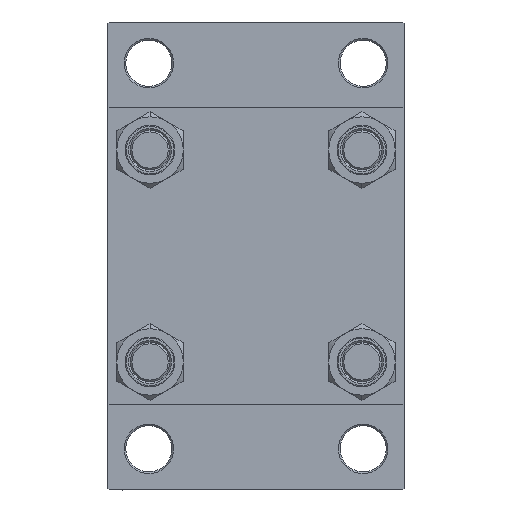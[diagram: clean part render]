
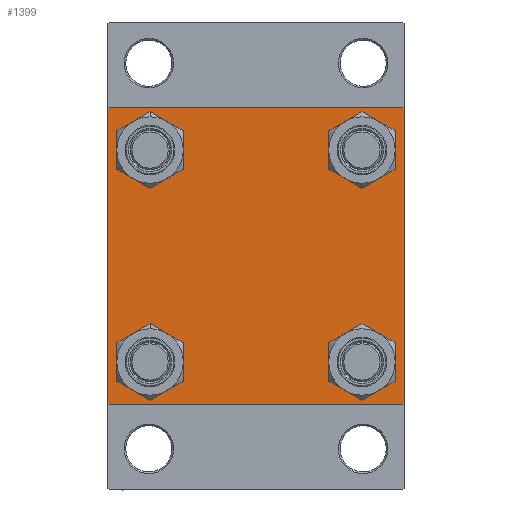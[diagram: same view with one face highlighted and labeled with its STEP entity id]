
A CAD part, left-side view. The second image highlights one B-rep face of the part: STEP entity #1399.
In plain terms, the highlighted planar face has unit normal (-1, 0, 0).
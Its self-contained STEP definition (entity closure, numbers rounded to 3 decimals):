
#153 = EDGE_CURVE ( 'NONE', #42630, #21275, #22469, .T. ) ;
#676 = VERTEX_POINT ( 'NONE', #37466 ) ;
#1399 = ADVANCED_FACE ( 'NONE', ( #44785, #41184, #9949, #8826, #2739 ), #19594, .T. ) ;
#1480 = LINE ( 'NONE', #45816, #38604 ) ;
#1868 = LINE ( 'NONE', #35420, #16577 ) ;
#2157 = EDGE_CURVE ( 'NONE', #676, #11302, #6168, .T. ) ;
#2228 = EDGE_CURVE ( 'NONE', #21275, #42630, #11092, .T. ) ;
#2242 = CARTESIAN_POINT ( 'NONE',  ( 0., -45., 45. ) ) ;
#2285 = EDGE_CURVE ( 'NONE', #39753, #13360, #9479, .T. ) ;
#2739 = FACE_OUTER_BOUND ( 'NONE', #28657, .T. ) ;
#2838 = EDGE_LOOP ( 'NONE', ( #21638, #6560 ) ) ;
#3739 = DIRECTION ( 'NONE',  ( 0., 0., 1. ) ) ;
#4917 = DIRECTION ( 'NONE',  ( 0., 0., 1. ) ) ;
#5266 = CARTESIAN_POINT ( 'NONE',  ( 0., -44.5, -45. ) ) ;
#5851 = EDGE_CURVE ( 'NONE', #28190, #8936, #15806, .T. ) ;
#6168 = LINE ( 'NONE', #17897, #25584 ) ;
#6200 = VERTEX_POINT ( 'NONE', #44109 ) ;
#6360 = DIRECTION ( 'NONE',  ( 1., 0., 0. ) ) ;
#6560 = ORIENTED_EDGE ( 'NONE', *, *, #29392, .T. ) ;
#8543 = DIRECTION ( 'NONE',  ( 0., 0.707, 0.707 ) ) ;
#8826 = FACE_BOUND ( 'NONE', #2838, .T. ) ;
#8936 = VERTEX_POINT ( 'NONE', #45647 ) ;
#9053 = EDGE_CURVE ( 'NONE', #27484, #6200, #36967, .T. ) ;
#9193 = EDGE_CURVE ( 'NONE', #14333, #21503, #12847, .T. ) ;
#9340 = EDGE_LOOP ( 'NONE', ( #46805, #17762 ) ) ;
#9372 = CARTESIAN_POINT ( 'NONE',  ( 0., 32.15, 32.15 ) ) ;
#9385 = CARTESIAN_POINT ( 'NONE',  ( 0., 45., 45. ) ) ;
#9390 = AXIS2_PLACEMENT_3D ( 'NONE', #9372, #27085, #20361 ) ;
#9479 = LINE ( 'NONE', #13068, #24089 ) ;
#9782 = DIRECTION ( 'NONE',  ( 0., 0.707, -0.707 ) ) ;
#9949 = FACE_BOUND ( 'NONE', #41873, .T. ) ;
#10201 = CARTESIAN_POINT ( 'NONE',  ( 0., -32.15, -32.15 ) ) ;
#10264 = ORIENTED_EDGE ( 'NONE', *, *, #9053, .F. ) ;
#10420 = ORIENTED_EDGE ( 'NONE', *, *, #34065, .T. ) ;
#11092 = CIRCLE ( 'NONE', #11864, 6.5 ) ;
#11196 = CARTESIAN_POINT ( 'NONE',  ( 0., -32.15, 38.65 ) ) ;
#11302 = VERTEX_POINT ( 'NONE', #39395 ) ;
#11572 = CARTESIAN_POINT ( 'NONE',  ( 0., 32.15, 25.65 ) ) ;
#11864 = AXIS2_PLACEMENT_3D ( 'NONE', #26228, #36605, #25530 ) ;
#12500 = CIRCLE ( 'NONE', #26242, 6.5 ) ;
#12505 = CARTESIAN_POINT ( 'NONE',  ( 0., 32.15, -32.15 ) ) ;
#12847 = CIRCLE ( 'NONE', #38111, 6.5 ) ;
#13068 = CARTESIAN_POINT ( 'NONE',  ( 0., -44.75, -44.75 ) ) ;
#13360 = VERTEX_POINT ( 'NONE', #42240 ) ;
#14155 = ORIENTED_EDGE ( 'NONE', *, *, #37615, .T. ) ;
#14197 = CARTESIAN_POINT ( 'NONE',  ( 0., 32.15, -38.65 ) ) ;
#14333 = VERTEX_POINT ( 'NONE', #14197 ) ;
#14708 = CARTESIAN_POINT ( 'NONE',  ( 0., -45., 44.5 ) ) ;
#15806 = CIRCLE ( 'NONE', #29562, 6.5 ) ;
#16577 = VECTOR ( 'NONE', #9782, 1000. ) ;
#16869 = DIRECTION ( 'NONE',  ( 0., 0., -1. ) ) ;
#17127 = DIRECTION ( 'NONE',  ( 0., 0., 1. ) ) ;
#17762 = ORIENTED_EDGE ( 'NONE', *, *, #153, .T. ) ;
#17897 = CARTESIAN_POINT ( 'NONE',  ( 0., 44.75, -44.75 ) ) ;
#18267 = CARTESIAN_POINT ( 'NONE',  ( 0., 32.15, 32.15 ) ) ;
#18715 = CARTESIAN_POINT ( 'NONE',  ( 0., 32.15, -32.15 ) ) ;
#19043 = CARTESIAN_POINT ( 'NONE',  ( 0., -32.15, 25.65 ) ) ;
#19557 = CARTESIAN_POINT ( 'NONE',  ( 0., -44.75, 44.75 ) ) ;
#19594 = PLANE ( 'NONE',  #20984 ) ;
#20093 = AXIS2_PLACEMENT_3D ( 'NONE', #18715, #40338, #44395 ) ;
#20361 = DIRECTION ( 'NONE',  ( 0., 0., 1. ) ) ;
#20537 = EDGE_CURVE ( 'NONE', #8936, #28190, #32136, .T. ) ;
#20932 = ORIENTED_EDGE ( 'NONE', *, *, #31132, .T. ) ;
#20984 = AXIS2_PLACEMENT_3D ( 'NONE', #43029, #26768, #17127 ) ;
#21275 = VERTEX_POINT ( 'NONE', #11196 ) ;
#21503 = VERTEX_POINT ( 'NONE', #35844 ) ;
#21638 = ORIENTED_EDGE ( 'NONE', *, *, #31212, .T. ) ;
#22162 = ORIENTED_EDGE ( 'NONE', *, *, #9193, .T. ) ;
#22469 = CIRCLE ( 'NONE', #37057, 6.5 ) ;
#22637 = CARTESIAN_POINT ( 'NONE',  ( 0., -32.15, -32.15 ) ) ;
#22716 = DIRECTION ( 'NONE',  ( 1., 0., 0. ) ) ;
#23959 = DIRECTION ( 'NONE',  ( 0., 0., -1. ) ) ;
#24089 = VECTOR ( 'NONE', #37772, 1000. ) ;
#25023 = DIRECTION ( 'NONE',  ( 0., 0., 1. ) ) ;
#25491 = VECTOR ( 'NONE', #16869, 1000. ) ;
#25530 = DIRECTION ( 'NONE',  ( 0., 0., 1. ) ) ;
#25584 = VECTOR ( 'NONE', #35421, 1000. ) ;
#25678 = CARTESIAN_POINT ( 'NONE',  ( 0., 45., 45. ) ) ;
#26228 = CARTESIAN_POINT ( 'NONE',  ( 0., -32.15, 32.15 ) ) ;
#26242 = AXIS2_PLACEMENT_3D ( 'NONE', #18267, #22716, #37373 ) ;
#26768 = DIRECTION ( 'NONE',  ( -1., 0., 0. ) ) ;
#27085 = DIRECTION ( 'NONE',  ( 1., 0., 0. ) ) ;
#27174 = EDGE_LOOP ( 'NONE', ( #39192, #28312 ) ) ;
#27222 = LINE ( 'NONE', #19557, #29499 ) ;
#27484 = VERTEX_POINT ( 'NONE', #41274 ) ;
#27572 = EDGE_CURVE ( 'NONE', #46611, #676, #42227, .T. ) ;
#28190 = VERTEX_POINT ( 'NONE', #43700 ) ;
#28312 = ORIENTED_EDGE ( 'NONE', *, *, #5851, .T. ) ;
#28520 = DIRECTION ( 'NONE',  ( 0., 0., 1. ) ) ;
#28526 = CIRCLE ( 'NONE', #9390, 6.5 ) ;
#28657 = EDGE_LOOP ( 'NONE', ( #36980, #37586, #10420, #34168, #38250, #14155, #10264, #40251 ) ) ;
#28992 = CARTESIAN_POINT ( 'NONE',  ( 0., 32.15, 38.65 ) ) ;
#29392 = EDGE_CURVE ( 'NONE', #45195, #37475, #12500, .T. ) ;
#29499 = VECTOR ( 'NONE', #8543, 1000. ) ;
#29562 = AXIS2_PLACEMENT_3D ( 'NONE', #10201, #6360, #25023 ) ;
#30585 = DIRECTION ( 'NONE',  ( 1., 0., 0. ) ) ;
#31132 = EDGE_CURVE ( 'NONE', #21503, #14333, #35427, .T. ) ;
#31212 = EDGE_CURVE ( 'NONE', #37475, #45195, #28526, .T. ) ;
#32136 = CIRCLE ( 'NONE', #38290, 6.5 ) ;
#32489 = DIRECTION ( 'NONE',  ( 1., 0., 0. ) ) ;
#32828 = EDGE_CURVE ( 'NONE', #41407, #13360, #35090, .T. ) ;
#34065 = EDGE_CURVE ( 'NONE', #11302, #39753, #1480, .T. ) ;
#34168 = ORIENTED_EDGE ( 'NONE', *, *, #2285, .T. ) ;
#35090 = LINE ( 'NONE', #2242, #25491 ) ;
#35420 = CARTESIAN_POINT ( 'NONE',  ( 0., 44.75, 44.75 ) ) ;
#35421 = DIRECTION ( 'NONE',  ( 0., -0.707, -0.707 ) ) ;
#35427 = CIRCLE ( 'NONE', #20093, 6.5 ) ;
#35844 = CARTESIAN_POINT ( 'NONE',  ( 0., 32.15, -25.65 ) ) ;
#36605 = DIRECTION ( 'NONE',  ( 1., 0., 0. ) ) ;
#36967 = LINE ( 'NONE', #25678, #37989 ) ;
#36980 = ORIENTED_EDGE ( 'NONE', *, *, #27572, .T. ) ;
#37057 = AXIS2_PLACEMENT_3D ( 'NONE', #43798, #32489, #3739 ) ;
#37204 = DIRECTION ( 'NONE',  ( 0., -1., 0. ) ) ;
#37373 = DIRECTION ( 'NONE',  ( 0., 0., 1. ) ) ;
#37466 = CARTESIAN_POINT ( 'NONE',  ( 0., 45., -44.5 ) ) ;
#37475 = VERTEX_POINT ( 'NONE', #28992 ) ;
#37586 = ORIENTED_EDGE ( 'NONE', *, *, #2157, .T. ) ;
#37615 = EDGE_CURVE ( 'NONE', #41407, #6200, #27222, .T. ) ;
#37772 = DIRECTION ( 'NONE',  ( 0., -0.707, 0.707 ) ) ;
#37989 = VECTOR ( 'NONE', #37204, 1000. ) ;
#38111 = AXIS2_PLACEMENT_3D ( 'NONE', #12505, #42944, #28520 ) ;
#38250 = ORIENTED_EDGE ( 'NONE', *, *, #32828, .F. ) ;
#38290 = AXIS2_PLACEMENT_3D ( 'NONE', #22637, #30585, #4917 ) ;
#38604 = VECTOR ( 'NONE', #38621, 1000. ) ;
#38621 = DIRECTION ( 'NONE',  ( 0., -1., 0. ) ) ;
#39192 = ORIENTED_EDGE ( 'NONE', *, *, #20537, .T. ) ;
#39395 = CARTESIAN_POINT ( 'NONE',  ( 0., 44.5, -45. ) ) ;
#39753 = VERTEX_POINT ( 'NONE', #5266 ) ;
#40251 = ORIENTED_EDGE ( 'NONE', *, *, #46613, .T. ) ;
#40338 = DIRECTION ( 'NONE',  ( 1., 0., 0. ) ) ;
#40790 = VECTOR ( 'NONE', #23959, 1000. ) ;
#41184 = FACE_BOUND ( 'NONE', #27174, .T. ) ;
#41274 = CARTESIAN_POINT ( 'NONE',  ( 0., 44.5, 45. ) ) ;
#41407 = VERTEX_POINT ( 'NONE', #14708 ) ;
#41873 = EDGE_LOOP ( 'NONE', ( #20932, #22162 ) ) ;
#42227 = LINE ( 'NONE', #9385, #40790 ) ;
#42240 = CARTESIAN_POINT ( 'NONE',  ( 0., -45., -44.5 ) ) ;
#42627 = CARTESIAN_POINT ( 'NONE',  ( 0., 45., 44.5 ) ) ;
#42630 = VERTEX_POINT ( 'NONE', #19043 ) ;
#42944 = DIRECTION ( 'NONE',  ( 1., 0., 0. ) ) ;
#43029 = CARTESIAN_POINT ( 'NONE',  ( 0., 0., 0. ) ) ;
#43700 = CARTESIAN_POINT ( 'NONE',  ( 0., -32.15, -38.65 ) ) ;
#43798 = CARTESIAN_POINT ( 'NONE',  ( 0., -32.15, 32.15 ) ) ;
#44109 = CARTESIAN_POINT ( 'NONE',  ( 0., -44.5, 45. ) ) ;
#44395 = DIRECTION ( 'NONE',  ( 0., 0., 1. ) ) ;
#44785 = FACE_BOUND ( 'NONE', #9340, .T. ) ;
#45195 = VERTEX_POINT ( 'NONE', #11572 ) ;
#45647 = CARTESIAN_POINT ( 'NONE',  ( 0., -32.15, -25.65 ) ) ;
#45816 = CARTESIAN_POINT ( 'NONE',  ( 0., 45., -45. ) ) ;
#46611 = VERTEX_POINT ( 'NONE', #42627 ) ;
#46613 = EDGE_CURVE ( 'NONE', #27484, #46611, #1868, .T. ) ;
#46805 = ORIENTED_EDGE ( 'NONE', *, *, #2228, .T. ) ;
